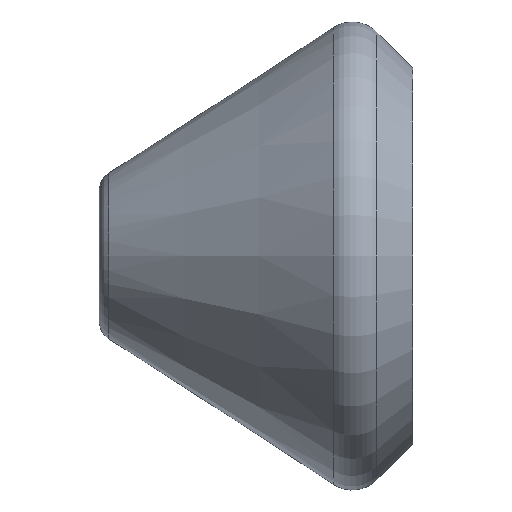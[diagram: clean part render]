
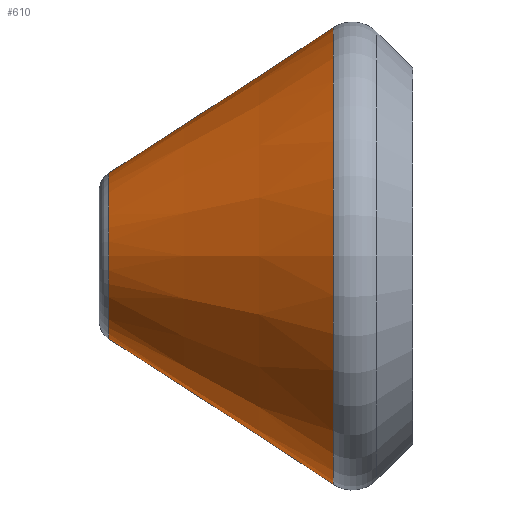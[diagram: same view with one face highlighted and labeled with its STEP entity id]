
A CAD part, left-side view. The second image highlights one B-rep face of the part: STEP entity #610.
In plain terms, the highlighted conical face has half-angle 32.969 degrees and reference radius 23 mm.
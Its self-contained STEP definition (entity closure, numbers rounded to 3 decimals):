
#27=CONICAL_SURFACE('',#714,23.,0.575);
#54=LINE('',#1127,#65);
#65=VECTOR('',#902,23.);
#97=FACE_OUTER_BOUND('',#137,.T.);
#137=EDGE_LOOP('',(#484,#485,#486,#487,#488,#489,#490,#491));
#199=CIRCLE('',#711,11.887);
#200=CIRCLE('',#712,11.887);
#201=CIRCLE('',#713,11.887);
#202=CIRCLE('',#715,32.798);
#203=CIRCLE('',#716,32.798);
#204=CIRCLE('',#717,32.798);
#272=VERTEX_POINT('',#1118);
#273=VERTEX_POINT('',#1120);
#274=VERTEX_POINT('',#1122);
#275=VERTEX_POINT('',#1126);
#276=VERTEX_POINT('',#1128);
#277=VERTEX_POINT('',#1130);
#350=EDGE_CURVE('',#272,#273,#199,.T.);
#351=EDGE_CURVE('',#273,#274,#200,.T.);
#352=EDGE_CURVE('',#274,#272,#201,.T.);
#353=EDGE_CURVE('',#273,#275,#54,.T.);
#354=EDGE_CURVE('',#276,#275,#202,.T.);
#355=EDGE_CURVE('',#277,#276,#203,.T.);
#356=EDGE_CURVE('',#275,#277,#204,.T.);
#484=ORIENTED_EDGE('',*,*,#352,.F.);
#485=ORIENTED_EDGE('',*,*,#351,.F.);
#486=ORIENTED_EDGE('',*,*,#353,.T.);
#487=ORIENTED_EDGE('',*,*,#354,.F.);
#488=ORIENTED_EDGE('',*,*,#355,.F.);
#489=ORIENTED_EDGE('',*,*,#356,.F.);
#490=ORIENTED_EDGE('',*,*,#353,.F.);
#491=ORIENTED_EDGE('',*,*,#350,.F.);
#610=ADVANCED_FACE('',(#97),#27,.T.);
#711=AXIS2_PLACEMENT_3D('',#1121,#894,#895);
#712=AXIS2_PLACEMENT_3D('',#1123,#896,#897);
#713=AXIS2_PLACEMENT_3D('',#1124,#898,#899);
#714=AXIS2_PLACEMENT_3D('',#1125,#900,#901);
#715=AXIS2_PLACEMENT_3D('',#1129,#903,#904);
#716=AXIS2_PLACEMENT_3D('',#1131,#905,#906);
#717=AXIS2_PLACEMENT_3D('',#1132,#907,#908);
#894=DIRECTION('center_axis',(0.,1.,0.));
#895=DIRECTION('ref_axis',(-1.,0.,0.));
#896=DIRECTION('center_axis',(0.,1.,0.));
#897=DIRECTION('ref_axis',(-1.,0.,0.));
#898=DIRECTION('center_axis',(0.,1.,0.));
#899=DIRECTION('ref_axis',(-1.,0.,0.));
#900=DIRECTION('center_axis',(0.,-1.,0.));
#901=DIRECTION('ref_axis',(1.,0.,0.));
#902=DIRECTION('',(-0.544,-0.839,0.));
#903=DIRECTION('center_axis',(0.,-1.,0.));
#904=DIRECTION('ref_axis',(-1.,0.,0.));
#905=DIRECTION('center_axis',(0.,-1.,0.));
#906=DIRECTION('ref_axis',(-1.,0.,0.));
#907=DIRECTION('center_axis',(0.,-1.,0.));
#908=DIRECTION('ref_axis',(-1.,0.,0.));
#1118=CARTESIAN_POINT('',(0.,43.633,-11.887));
#1120=CARTESIAN_POINT('',(-11.887,43.633,0.));
#1121=CARTESIAN_POINT('Origin',(0.,43.633,0.));
#1122=CARTESIAN_POINT('',(11.887,43.633,0.));
#1123=CARTESIAN_POINT('Origin',(0.,43.633,0.));
#1124=CARTESIAN_POINT('Origin',(0.,43.633,0.));
#1125=CARTESIAN_POINT('Origin',(0.,26.5,0.));
#1126=CARTESIAN_POINT('',(-32.798,11.395,0.));
#1127=CARTESIAN_POINT('',(-23.,26.5,0.));
#1128=CARTESIAN_POINT('',(0.,11.395,32.798));
#1129=CARTESIAN_POINT('Origin',(0.,11.395,0.));
#1130=CARTESIAN_POINT('',(32.798,11.395,0.));
#1131=CARTESIAN_POINT('Origin',(0.,11.395,0.));
#1132=CARTESIAN_POINT('Origin',(0.,11.395,0.));
